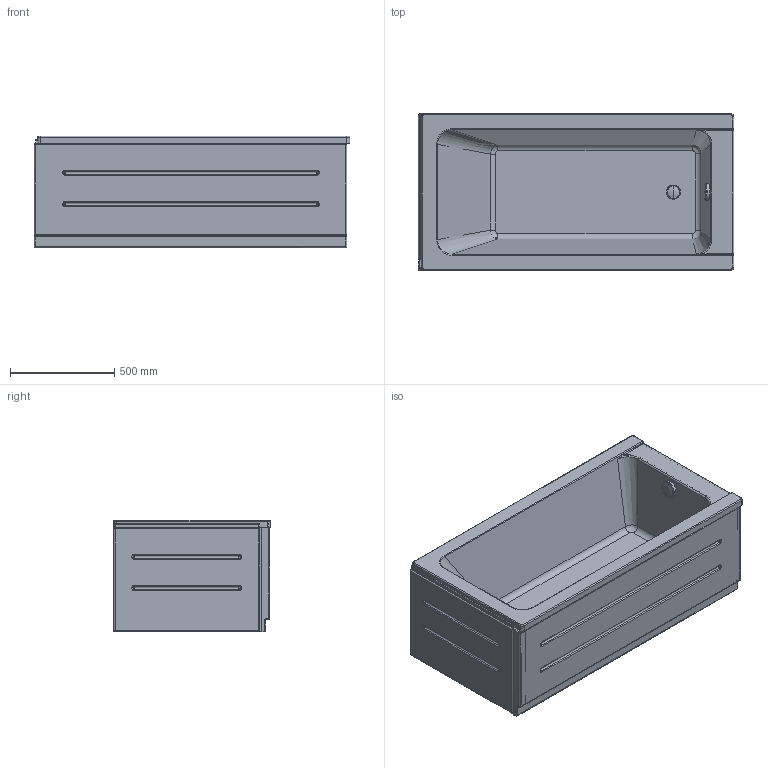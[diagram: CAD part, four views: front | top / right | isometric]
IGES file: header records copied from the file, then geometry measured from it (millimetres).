
Global section: file name: No Iges File Name specified; native system: Autodesk Inventor 2011; preprocessor: AutoDesk Inventor Iges Exporter R2011; author: Administrator; date: 20121011.141135; units: millimetre
Bounding box: 1515.02 x 750.07 x 536.04 mm (x, y, z)
Volume: 44362594.6 mm3; surface area: 8011424.5 mm2
Topology: 7 solids, 8 shells, 346 faces, 859 edges, 499 vertices
Faces by surface type: plane 105, cylinder 93, bspline 66, revolution 36, torus 32, sphere 12, cone 2
